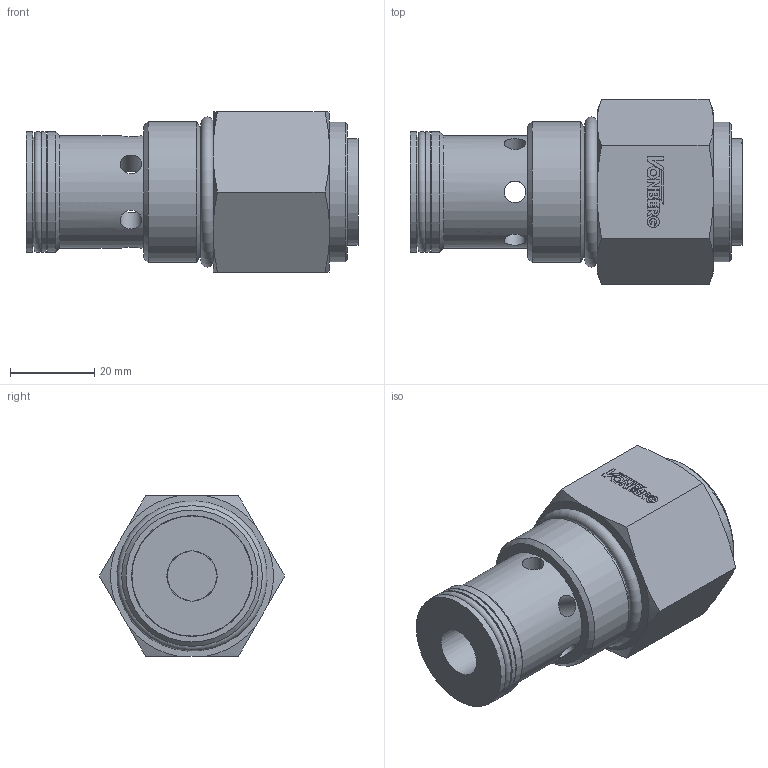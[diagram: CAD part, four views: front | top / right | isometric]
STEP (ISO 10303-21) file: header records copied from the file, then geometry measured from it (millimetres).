
FILE_DESCRIPTION((''),'2;1');
FILE_NAME('2416.stp','2015-01-26T14:01:33',('jml'),(''),'Autodesk Inventor 2010','Autodesk Inventor 2010','');
FILE_SCHEMA(('AUTOMOTIVE_DESIGN { 1 0 10303 214 1 1 1 1 }'));
Length unit declared in the file: inch
Products named in the file (6): 2416 (LevelofDetail1); 220832; 990178; 916 O-RING; 022 O-RING; 022 BACKUP
Assembly tree (5 placements, depth 2):
  2416 (LevelofDetail1)
    220832
    990178
    916 O-RING
    022 O-RING
    022 BACKUP
Bounding box: 78.74 x 43.99 x 38.1 mm (x, y, z)
Volume: 60408 mm3; surface area: 19068.1 mm2
Topology: 5 solids, 5 shells, 163 faces, 396 edges, 260 vertices
Faces by surface type: plane 102, cylinder 34, cone 20, torus 4, bspline 3
Full cylindrical faces by diameter (mm): 1.566 x1, 5.156 x6, 19.685 x2, 22.225 x1, 25.4 x1, 25.857 x1, 25.984 x1, 26.67 x1, 28.473 x2, 28.55 x1, 30.353 x1, 33.02 x1, 33.338 x1
Entity records: 5268 total; most frequent: CARTESIAN_POINT 1284, DIRECTION 749, ORIENTED_EDGE 718, EDGE_CURVE 359, VERTEX_POINT 256, AXIS2_PLACEMENT_3D 255, VECTOR 239, LINE 239
